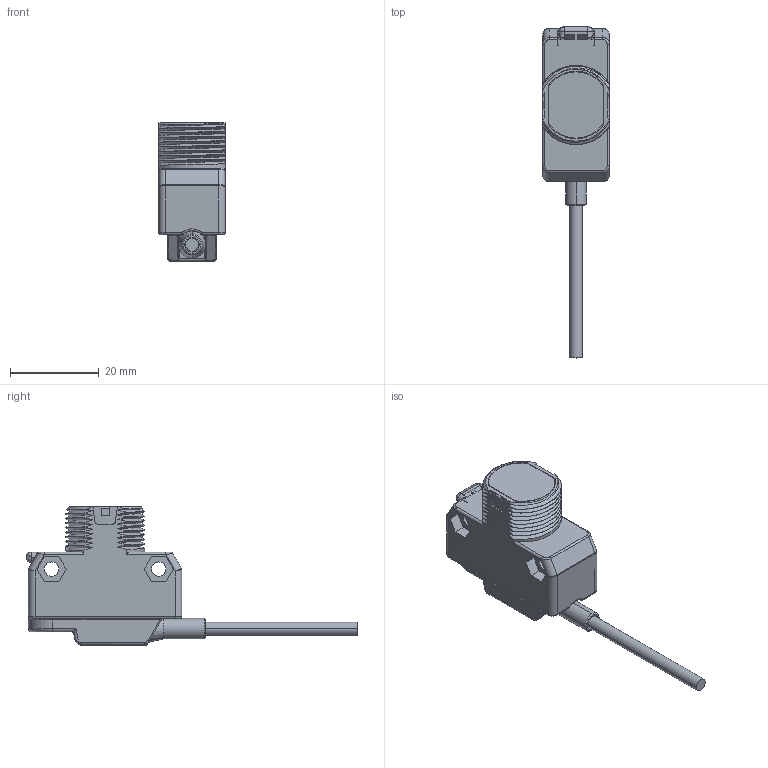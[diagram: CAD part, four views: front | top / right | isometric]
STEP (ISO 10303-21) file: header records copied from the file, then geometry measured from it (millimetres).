
FILE_DESCRIPTION((''),'2;1');
FILE_NAME('139455_SW','2008-05-07T',('banengservice'),('BANNER ENGINEERING'),'PRO/ENGINEER BY PARAMETRIC TECHNOLOGY CORPORATION, 2006170','PRO/ENGINEER BY PARAMETRIC TECHNOLOGY CORPORATION, 2006170','');
FILE_SCHEMA(('CONFIG_CONTROL_DESIGN'));
Length unit declared in the file: inch
Products named in the file (1): 139455_SW
Bounding box: 15 x 74.63 x 31.1 mm (x, y, z)
Volume: 6109.6 mm3; surface area: 8507.2 mm2
Topology: 2 solids, 2 shells, 684 faces, 1767 edges, 1110 vertices
Faces by surface type: plane 345, cylinder 186, bspline 103, cone 23, torus 19, sphere 8
Entity records: 27097 total; most frequent: CARTESIAN_POINT 11189, ORIENTED_EDGE 3530, DIRECTION 2921, EDGE_CURVE 1765, VERTEX_POINT 1110, VECTOR 1083, LINE 1083, AXIS2_PLACEMENT_3D 919
